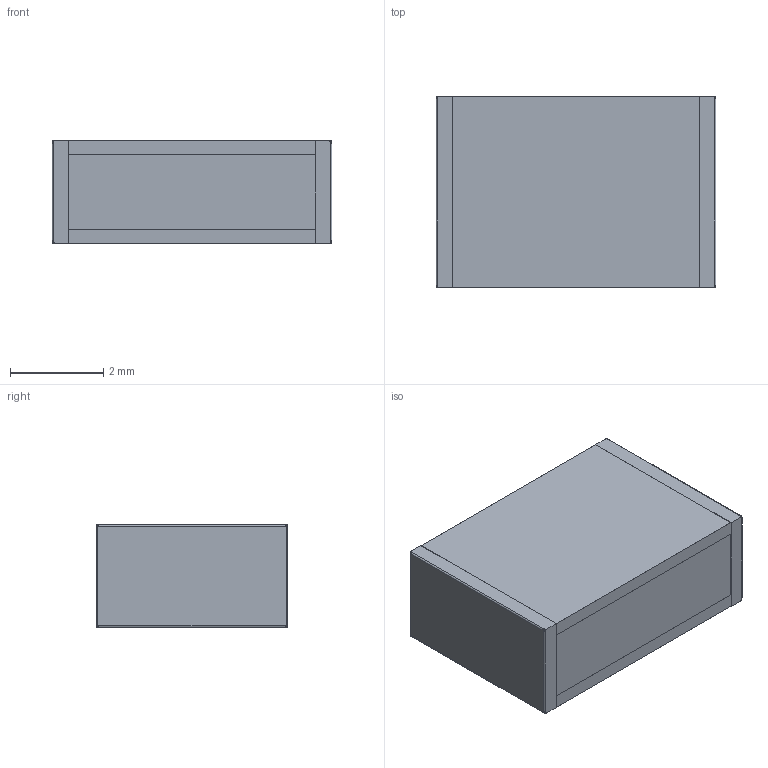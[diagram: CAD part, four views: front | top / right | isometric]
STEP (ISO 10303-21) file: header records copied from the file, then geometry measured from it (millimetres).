
FILE_DESCRIPTION(/* description */ (''),/* implementation_level */ '2;1');
FILE_NAME(/* name */ 'CAP FILM - 2416.step',/* time_stamp */ '2019-12-02T17:40:09+00:00',/* author */ (''),/* organization */ (''),/* preprocessor_version */ 'ST-DEVELOPER v18',/* originating_system */ 'Autodesk Translation Framework v8.12.0.6',/* authorisation */ '');
FILE_SCHEMA (('AUTOMOTIVE_DESIGN { 1 0 10303 214 3 1 1 }'));
Length unit declared in the file: millimetre
Products named in the file (1): CAP FILM - 2416
Bounding box: 6 x 4.1 x 2.2 mm (x, y, z)
Volume: 54 mm3; surface area: 93.3 mm2
Topology: 1 solids, 1 shells, 84 faces, 224 edges, 128 vertices
Faces by surface type: bspline 48, plane 24, cylinder 12
Entity records: 4730 total; most frequent: CARTESIAN_POINT 2917, ORIENTED_EDGE 416, DIRECTION 258, EDGE_CURVE 208, VERTEX_POINT 128, AXIS2_PLACEMENT_3D 93, EDGE_LOOP 86, FACE_OUTER_BOUND 84
